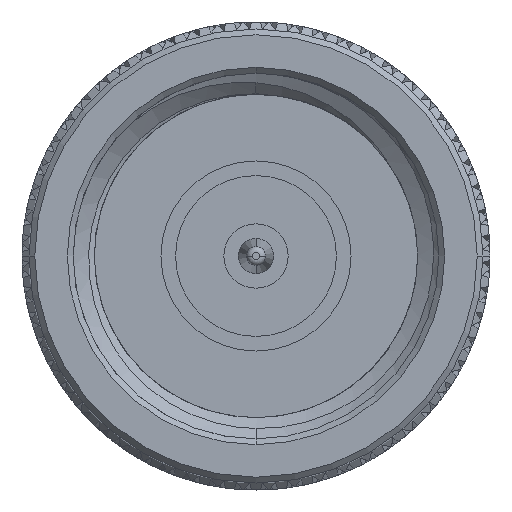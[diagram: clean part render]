
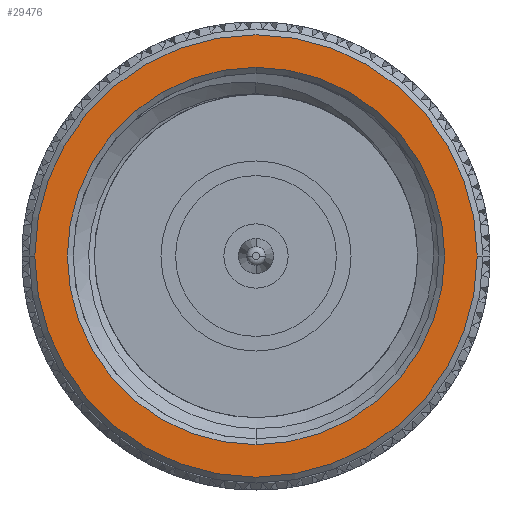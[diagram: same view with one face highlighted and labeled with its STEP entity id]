
A CAD part, left-side view. The second image highlights one B-rep face of the part: STEP entity #29476.
In plain terms, the highlighted planar face has unit normal (-1, 0, 0).
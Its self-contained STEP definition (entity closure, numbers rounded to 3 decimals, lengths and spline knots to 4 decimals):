
#4862 = EDGE_LOOP ( 'NONE', ( #14438, #25917 ) ) ;
#6580 = DIRECTION ( 'NONE',  ( 0., -1., 0. ) ) ;
#10141 = DIRECTION ( 'NONE',  ( 0., -1., 0. ) ) ;
#10348 = CIRCLE ( 'NONE', #69518, 0.3225 ) ;
#10366 = CARTESIAN_POINT ( 'NONE',  ( 0., 0., 0. ) ) ;
#10949 = EDGE_CURVE ( 'NONE', #82329, #64486, #10348, .T. ) ;
#12839 = PLANE ( 'NONE',  #15092 ) ;
#14438 = ORIENTED_EDGE ( 'NONE', *, *, #25966, .T. ) ;
#15092 = AXIS2_PLACEMENT_3D ( 'NONE', #27785, #72075, #42718 ) ;
#18386 = CIRCLE ( 'NONE', #41110, 0.3225 ) ;
#25917 = ORIENTED_EDGE ( 'NONE', *, *, #10949, .T. ) ;
#25966 = EDGE_CURVE ( 'NONE', #64486, #82329, #18386, .T. ) ;
#27635 = VERTEX_POINT ( 'NONE', #76020 ) ;
#27785 = CARTESIAN_POINT ( 'NONE',  ( 0., 0.3881, 0. ) ) ;
#29476 = ADVANCED_FACE ( 'NONE', ( #56544, #52985 ), #12839, .T. ) ;
#38747 = CARTESIAN_POINT ( 'NONE',  ( 0., 0., 0. ) ) ;
#39911 = ORIENTED_EDGE ( 'NONE', *, *, #92282, .T. ) ;
#39931 = DIRECTION ( 'NONE',  ( -1., 0., 0. ) ) ;
#41110 = AXIS2_PLACEMENT_3D ( 'NONE', #47492, #85242, #10141 ) ;
#42718 = DIRECTION ( 'NONE',  ( 0., -1., 0. ) ) ;
#47492 = CARTESIAN_POINT ( 'NONE',  ( 0., 0., 0. ) ) ;
#51091 = DIRECTION ( 'NONE',  ( 1., 0., 0. ) ) ;
#52985 = FACE_OUTER_BOUND ( 'NONE', #69756, .T. ) ;
#54418 = CARTESIAN_POINT ( 'NONE',  ( 0., 0., -0.3225 ) ) ;
#54621 = CARTESIAN_POINT ( 'NONE',  ( 0., -0.3781, 0. ) ) ;
#56544 = FACE_BOUND ( 'NONE', #4862, .T. ) ;
#58763 = DIRECTION ( 'NONE',  ( 0., -1., 0. ) ) ;
#59506 = DIRECTION ( 'NONE',  ( -1., 0., 0. ) ) ;
#63212 = ORIENTED_EDGE ( 'NONE', *, *, #81354, .T. ) ;
#64486 = VERTEX_POINT ( 'NONE', #69273 ) ;
#69261 = DIRECTION ( 'NONE',  ( 0., -1., 0. ) ) ;
#69273 = CARTESIAN_POINT ( 'NONE',  ( 0., 0., 0.3225 ) ) ;
#69518 = AXIS2_PLACEMENT_3D ( 'NONE', #73263, #51091, #6580 ) ;
#69756 = EDGE_LOOP ( 'NONE', ( #63212, #39911 ) ) ;
#71234 = AXIS2_PLACEMENT_3D ( 'NONE', #38747, #59506, #58763 ) ;
#72075 = DIRECTION ( 'NONE',  ( -1., 0., 0. ) ) ;
#73263 = CARTESIAN_POINT ( 'NONE',  ( 0., 0., 0. ) ) ;
#76020 = CARTESIAN_POINT ( 'NONE',  ( 0., 0.3781, 0. ) ) ;
#78520 = CIRCLE ( 'NONE', #91212, 0.3781 ) ;
#81354 = EDGE_CURVE ( 'NONE', #27635, #82601, #78520, .T. ) ;
#82329 = VERTEX_POINT ( 'NONE', #54418 ) ;
#82601 = VERTEX_POINT ( 'NONE', #54621 ) ;
#83333 = CIRCLE ( 'NONE', #71234, 0.3781 ) ;
#85242 = DIRECTION ( 'NONE',  ( 1., 0., 0. ) ) ;
#91212 = AXIS2_PLACEMENT_3D ( 'NONE', #10366, #39931, #69261 ) ;
#92282 = EDGE_CURVE ( 'NONE', #82601, #27635, #83333, .T. ) ;
